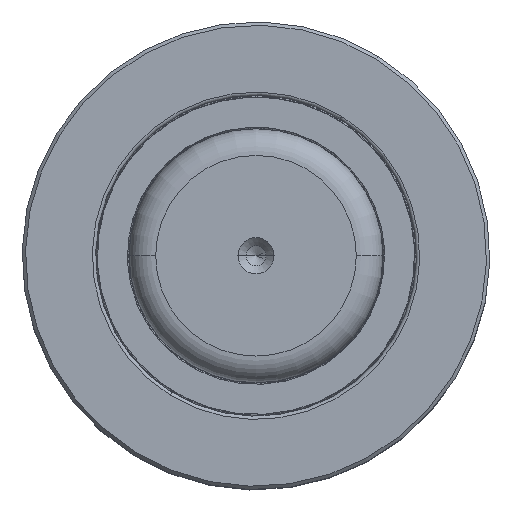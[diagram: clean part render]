
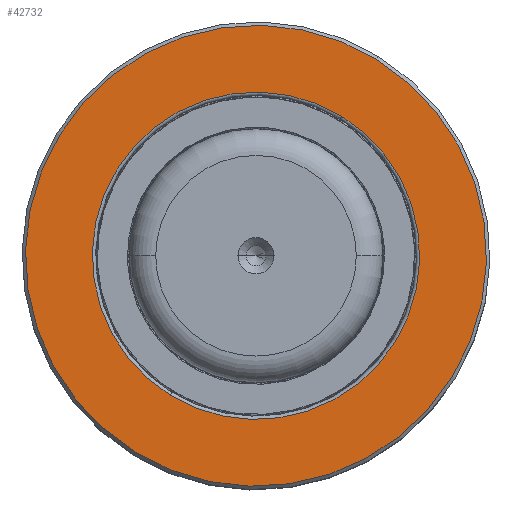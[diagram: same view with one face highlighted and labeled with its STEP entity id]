
A CAD part, top view. The second image highlights one B-rep face of the part: STEP entity #42732.
In plain terms, the highlighted face is planar.
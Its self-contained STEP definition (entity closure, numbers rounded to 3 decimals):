
#279 = CARTESIAN_POINT ( 'NONE',  ( 0., 35.687, -34.5 ) ) ;
#710 = VERTEX_POINT ( 'NONE', #6153 ) ;
#915 = DIRECTION ( 'NONE',  ( 0., 0., -1. ) ) ;
#2075 = CARTESIAN_POINT ( 'NONE',  ( 0., 35.687, 0. ) ) ;
#2462 = AXIS2_PLACEMENT_3D ( 'NONE', #40732, #44429, #9098 ) ;
#5508 = CIRCLE ( 'NONE', #2462, 34.5 ) ;
#5547 = CARTESIAN_POINT ( 'NONE',  ( 0., 35.687, 24.5 ) ) ;
#5709 = ORIENTED_EDGE ( 'NONE', *, *, #13197, .T. ) ;
#6153 = CARTESIAN_POINT ( 'NONE',  ( 0., 35.687, 34.5 ) ) ;
#7678 = AXIS2_PLACEMENT_3D ( 'NONE', #2075, #10132, #37430 ) ;
#8992 = AXIS2_PLACEMENT_3D ( 'NONE', #41716, #17808, #25853 ) ;
#9098 = DIRECTION ( 'NONE',  ( 0., 0., -1. ) ) ;
#10132 = DIRECTION ( 'NONE',  ( 0., -1., 0. ) ) ;
#10909 = PLANE ( 'NONE',  #28947 ) ;
#12468 = CARTESIAN_POINT ( 'NONE',  ( 0., 35.687, 0. ) ) ;
#13197 = EDGE_CURVE ( 'NONE', #29666, #29629, #42357, .T. ) ;
#13591 = CARTESIAN_POINT ( 'NONE',  ( 0., 35.687, -24.5 ) ) ;
#14332 = FACE_OUTER_BOUND ( 'NONE', #37637, .T. ) ;
#14765 = DIRECTION ( 'NONE',  ( 0., 0., 1. ) ) ;
#14989 = EDGE_LOOP ( 'NONE', ( #22236, #5709 ) ) ;
#15523 = AXIS2_PLACEMENT_3D ( 'NONE', #12468, #17011, #915 ) ;
#17011 = DIRECTION ( 'NONE',  ( 0., -1., 0. ) ) ;
#17027 = VERTEX_POINT ( 'NONE', #279 ) ;
#17808 = DIRECTION ( 'NONE',  ( 0., -1., 0. ) ) ;
#22236 = ORIENTED_EDGE ( 'NONE', *, *, #36716, .T. ) ;
#22922 = EDGE_CURVE ( 'NONE', #17027, #710, #5508, .T. ) ;
#25853 = DIRECTION ( 'NONE',  ( 0., 0., -1. ) ) ;
#28947 = AXIS2_PLACEMENT_3D ( 'NONE', #31021, #42708, #14765 ) ;
#29513 = ORIENTED_EDGE ( 'NONE', *, *, #43051, .F. ) ;
#29629 = VERTEX_POINT ( 'NONE', #13591 ) ;
#29666 = VERTEX_POINT ( 'NONE', #5547 ) ;
#29995 = FACE_BOUND ( 'NONE', #14989, .T. ) ;
#31021 = CARTESIAN_POINT ( 'NONE',  ( 34.5, 35.687, 0. ) ) ;
#33760 = ORIENTED_EDGE ( 'NONE', *, *, #22922, .F. ) ;
#35830 = CIRCLE ( 'NONE', #8992, 24.5 ) ;
#36716 = EDGE_CURVE ( 'NONE', #29629, #29666, #35830, .T. ) ;
#37430 = DIRECTION ( 'NONE',  ( 0., 0., -1. ) ) ;
#37637 = EDGE_LOOP ( 'NONE', ( #33760, #29513 ) ) ;
#39355 = CIRCLE ( 'NONE', #15523, 34.5 ) ;
#40732 = CARTESIAN_POINT ( 'NONE',  ( 0., 35.687, 0. ) ) ;
#41716 = CARTESIAN_POINT ( 'NONE',  ( 0., 35.687, 0. ) ) ;
#42357 = CIRCLE ( 'NONE', #7678, 24.5 ) ;
#42708 = DIRECTION ( 'NONE',  ( 0., 1., 0. ) ) ;
#42732 = ADVANCED_FACE ( 'NONE', ( #29995, #14332 ), #10909, .T. ) ;
#43051 = EDGE_CURVE ( 'NONE', #710, #17027, #39355, .T. ) ;
#44429 = DIRECTION ( 'NONE',  ( 0., -1., 0. ) ) ;
